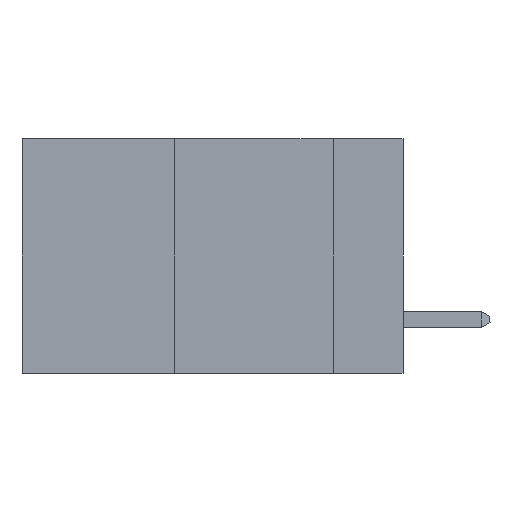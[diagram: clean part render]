
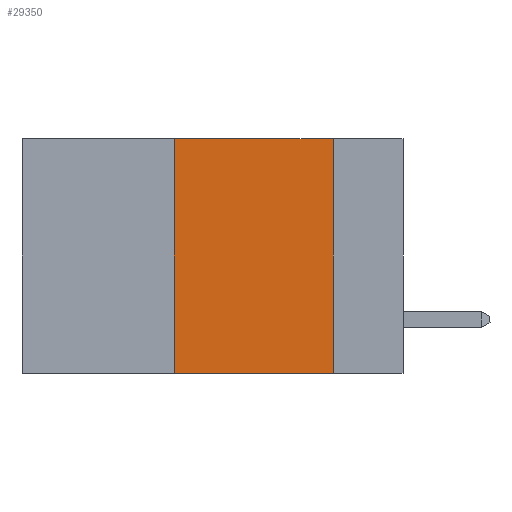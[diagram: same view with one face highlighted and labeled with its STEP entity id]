
A CAD part, left-side view. The second image highlights one B-rep face of the part: STEP entity #29350.
In plain terms, the highlighted planar face has unit normal (-1, 0, 0).
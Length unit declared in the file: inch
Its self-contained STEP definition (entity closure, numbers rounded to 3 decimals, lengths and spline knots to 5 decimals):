
#547 = VERTEX_POINT ( 'NONE', #1521 ) ;
#1521 = CARTESIAN_POINT ( 'NONE',  ( 0., 0.11, -0.37 ) ) ;
#2531 = EDGE_CURVE ( 'NONE', #16284, #31812, #27211, .T. ) ;
#2954 = EDGE_LOOP ( 'NONE', ( #17263, #20397, #5006, #17699 ) ) ;
#4352 = CARTESIAN_POINT ( 'NONE',  ( 0., 0.36, 0. ) ) ;
#5006 = ORIENTED_EDGE ( 'NONE', *, *, #2531, .F. ) ;
#6199 = EDGE_CURVE ( 'NONE', #16284, #547, #19301, .T. ) ;
#6806 = LINE ( 'NONE', #37134, #13610 ) ;
#8088 = DIRECTION ( 'NONE',  ( 0., 0., 1. ) ) ;
#8864 = VECTOR ( 'NONE', #19152, 39.37008 ) ;
#9694 = DIRECTION ( 'NONE',  ( 0., -1., 0. ) ) ;
#11222 = DIRECTION ( 'NONE',  ( 0., -1., 0. ) ) ;
#11570 = VECTOR ( 'NONE', #9694, 39.37008 ) ;
#13610 = VECTOR ( 'NONE', #11222, 39.37008 ) ;
#15813 = CARTESIAN_POINT ( 'NONE',  ( 0., 0.6, 0. ) ) ;
#15842 = EDGE_CURVE ( 'NONE', #22660, #547, #31849, .T. ) ;
#16284 = VERTEX_POINT ( 'NONE', #32885 ) ;
#17263 = ORIENTED_EDGE ( 'NONE', *, *, #15842, .F. ) ;
#17699 = ORIENTED_EDGE ( 'NONE', *, *, #6199, .T. ) ;
#18720 = DIRECTION ( 'NONE',  ( 0., 0., -1. ) ) ;
#19019 = AXIS2_PLACEMENT_3D ( 'NONE', #15813, #35845, #18720 ) ;
#19152 = DIRECTION ( 'NONE',  ( 0., 0., -1. ) ) ;
#19301 = LINE ( 'NONE', #29895, #11570 ) ;
#19539 = VECTOR ( 'NONE', #8088, 39.37008 ) ;
#19747 = CARTESIAN_POINT ( 'NONE',  ( 0., 0.36, 0. ) ) ;
#20397 = ORIENTED_EDGE ( 'NONE', *, *, #36772, .F. ) ;
#22660 = VERTEX_POINT ( 'NONE', #24035 ) ;
#24035 = CARTESIAN_POINT ( 'NONE',  ( 0., 0.11, 0. ) ) ;
#27211 = LINE ( 'NONE', #19747, #19539 ) ;
#29350 = ADVANCED_FACE ( 'NONE', ( #31380 ), #30141, .F. ) ;
#29895 = CARTESIAN_POINT ( 'NONE',  ( 0., 0.6, -0.37 ) ) ;
#30141 = PLANE ( 'NONE',  #19019 ) ;
#31380 = FACE_OUTER_BOUND ( 'NONE', #2954, .T. ) ;
#31812 = VERTEX_POINT ( 'NONE', #4352 ) ;
#31849 = LINE ( 'NONE', #33423, #8864 ) ;
#32885 = CARTESIAN_POINT ( 'NONE',  ( 0., 0.36, -0.37 ) ) ;
#33423 = CARTESIAN_POINT ( 'NONE',  ( 0., 0.11, 0. ) ) ;
#35845 = DIRECTION ( 'NONE',  ( 1., 0., 0. ) ) ;
#36772 = EDGE_CURVE ( 'NONE', #31812, #22660, #6806, .T. ) ;
#37134 = CARTESIAN_POINT ( 'NONE',  ( 0., 0.6, 0. ) ) ;
